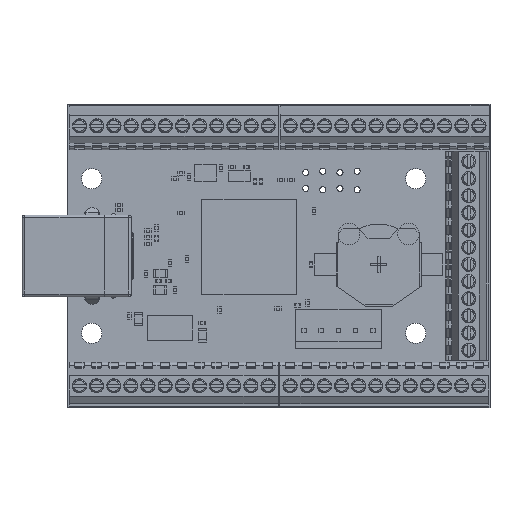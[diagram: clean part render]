
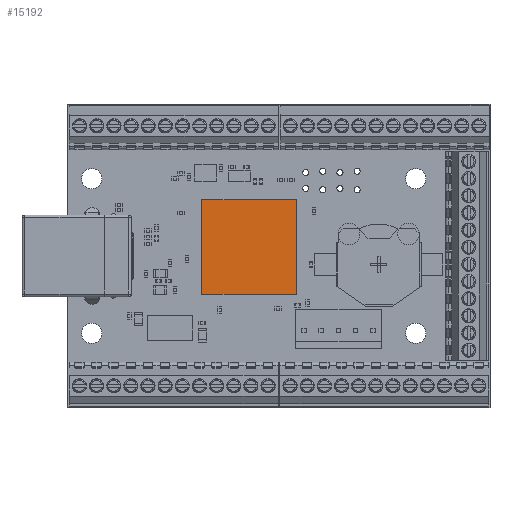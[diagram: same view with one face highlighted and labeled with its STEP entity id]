
A CAD part, top view. The second image highlights one B-rep face of the part: STEP entity #15192.
In plain terms, the highlighted planar face has unit normal (0, 0, 1).
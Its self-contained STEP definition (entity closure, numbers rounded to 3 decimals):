
#14878 = VERTEX_POINT('',#14879);
#14879 = CARTESIAN_POINT('',(-7.,7.,1.55));
#14886 = PLANE('',#14887);
#14887 = AXIS2_PLACEMENT_3D('',#14888,#14889,#14890);
#14888 = CARTESIAN_POINT('',(-7.,7.,0.));
#14889 = DIRECTION('',(0.,1.,0.));
#14890 = DIRECTION('',(1.,0.,0.));
#14898 = PLANE('',#14899);
#14899 = AXIS2_PLACEMENT_3D('',#14900,#14901,#14902);
#14900 = CARTESIAN_POINT('',(-7.,-7.,0.));
#14901 = DIRECTION('',(-1.,0.,0.));
#14902 = DIRECTION('',(0.,1.,0.));
#14910 = EDGE_CURVE('',#14878,#14911,#14913,.T.);
#14911 = VERTEX_POINT('',#14912);
#14912 = CARTESIAN_POINT('',(7.,7.,1.55));
#14913 = SURFACE_CURVE('',#14914,(#14918,#14925),.PCURVE_S1.);
#14914 = LINE('',#14915,#14916);
#14915 = CARTESIAN_POINT('',(-7.,7.,1.55));
#14916 = VECTOR('',#14917,1.);
#14917 = DIRECTION('',(1.,0.,0.));
#14918 = PCURVE('',#14886,#14919);
#14919 = DEFINITIONAL_REPRESENTATION('',(#14920),#14924);
#14920 = LINE('',#14921,#14922);
#14921 = CARTESIAN_POINT('',(0.,-1.55));
#14922 = VECTOR('',#14923,1.);
#14923 = DIRECTION('',(1.,0.));
#14924 = ( GEOMETRIC_REPRESENTATION_CONTEXT(2) 
PARAMETRIC_REPRESENTATION_CONTEXT() REPRESENTATION_CONTEXT('2D SPACE',''
  ) );
#14925 = PCURVE('',#14926,#14931);
#14926 = PLANE('',#14927);
#14927 = AXIS2_PLACEMENT_3D('',#14928,#14929,#14930);
#14928 = CARTESIAN_POINT('',(-7.,7.,1.55));
#14929 = DIRECTION('',(0.,0.,1.));
#14930 = DIRECTION('',(1.,0.,0.));
#14931 = DEFINITIONAL_REPRESENTATION('',(#14932),#14936);
#14932 = LINE('',#14933,#14934);
#14933 = CARTESIAN_POINT('',(0.,0.));
#14934 = VECTOR('',#14935,1.);
#14935 = DIRECTION('',(1.,0.));
#14936 = ( GEOMETRIC_REPRESENTATION_CONTEXT(2) 
PARAMETRIC_REPRESENTATION_CONTEXT() REPRESENTATION_CONTEXT('2D SPACE',''
  ) );
#14954 = PLANE('',#14955);
#14955 = AXIS2_PLACEMENT_3D('',#14956,#14957,#14958);
#14956 = CARTESIAN_POINT('',(7.,7.,0.));
#14957 = DIRECTION('',(1.,0.,0.));
#14958 = DIRECTION('',(0.,-1.,0.));
#14996 = EDGE_CURVE('',#14911,#14997,#14999,.T.);
#14997 = VERTEX_POINT('',#14998);
#14998 = CARTESIAN_POINT('',(7.,-7.,1.55));
#14999 = SURFACE_CURVE('',#15000,(#15004,#15011),.PCURVE_S1.);
#15000 = LINE('',#15001,#15002);
#15001 = CARTESIAN_POINT('',(7.,7.,1.55));
#15002 = VECTOR('',#15003,1.);
#15003 = DIRECTION('',(0.,-1.,0.));
#15004 = PCURVE('',#14954,#15005);
#15005 = DEFINITIONAL_REPRESENTATION('',(#15006),#15010);
#15006 = LINE('',#15007,#15008);
#15007 = CARTESIAN_POINT('',(0.,-1.55));
#15008 = VECTOR('',#15009,1.);
#15009 = DIRECTION('',(1.,0.));
#15010 = ( GEOMETRIC_REPRESENTATION_CONTEXT(2) 
PARAMETRIC_REPRESENTATION_CONTEXT() REPRESENTATION_CONTEXT('2D SPACE',''
  ) );
#15011 = PCURVE('',#14926,#15012);
#15012 = DEFINITIONAL_REPRESENTATION('',(#15013),#15017);
#15013 = LINE('',#15014,#15015);
#15014 = CARTESIAN_POINT('',(14.,0.));
#15015 = VECTOR('',#15016,1.);
#15016 = DIRECTION('',(0.,-1.));
#15017 = ( GEOMETRIC_REPRESENTATION_CONTEXT(2) 
PARAMETRIC_REPRESENTATION_CONTEXT() REPRESENTATION_CONTEXT('2D SPACE',''
  ) );
#15035 = PLANE('',#15036);
#15036 = AXIS2_PLACEMENT_3D('',#15037,#15038,#15039);
#15037 = CARTESIAN_POINT('',(7.,-7.,0.));
#15038 = DIRECTION('',(0.,-1.,0.));
#15039 = DIRECTION('',(-1.,0.,0.));
#15072 = EDGE_CURVE('',#14997,#15073,#15075,.T.);
#15073 = VERTEX_POINT('',#15074);
#15074 = CARTESIAN_POINT('',(-7.,-7.,1.55));
#15075 = SURFACE_CURVE('',#15076,(#15080,#15087),.PCURVE_S1.);
#15076 = LINE('',#15077,#15078);
#15077 = CARTESIAN_POINT('',(7.,-7.,1.55));
#15078 = VECTOR('',#15079,1.);
#15079 = DIRECTION('',(-1.,0.,0.));
#15080 = PCURVE('',#15035,#15081);
#15081 = DEFINITIONAL_REPRESENTATION('',(#15082),#15086);
#15082 = LINE('',#15083,#15084);
#15083 = CARTESIAN_POINT('',(0.,-1.55));
#15084 = VECTOR('',#15085,1.);
#15085 = DIRECTION('',(1.,0.));
#15086 = ( GEOMETRIC_REPRESENTATION_CONTEXT(2) 
PARAMETRIC_REPRESENTATION_CONTEXT() REPRESENTATION_CONTEXT('2D SPACE',''
  ) );
#15087 = PCURVE('',#14926,#15088);
#15088 = DEFINITIONAL_REPRESENTATION('',(#15089),#15093);
#15089 = LINE('',#15090,#15091);
#15090 = CARTESIAN_POINT('',(14.,-14.));
#15091 = VECTOR('',#15092,1.);
#15092 = DIRECTION('',(-1.,0.));
#15093 = ( GEOMETRIC_REPRESENTATION_CONTEXT(2) 
PARAMETRIC_REPRESENTATION_CONTEXT() REPRESENTATION_CONTEXT('2D SPACE',''
  ) );
#15143 = EDGE_CURVE('',#15073,#14878,#15144,.T.);
#15144 = SURFACE_CURVE('',#15145,(#15149,#15156),.PCURVE_S1.);
#15145 = LINE('',#15146,#15147);
#15146 = CARTESIAN_POINT('',(-7.,-7.,1.55));
#15147 = VECTOR('',#15148,1.);
#15148 = DIRECTION('',(0.,1.,0.));
#15149 = PCURVE('',#14898,#15150);
#15150 = DEFINITIONAL_REPRESENTATION('',(#15151),#15155);
#15151 = LINE('',#15152,#15153);
#15152 = CARTESIAN_POINT('',(0.,-1.55));
#15153 = VECTOR('',#15154,1.);
#15154 = DIRECTION('',(1.,0.));
#15155 = ( GEOMETRIC_REPRESENTATION_CONTEXT(2) 
PARAMETRIC_REPRESENTATION_CONTEXT() REPRESENTATION_CONTEXT('2D SPACE',''
  ) );
#15156 = PCURVE('',#14926,#15157);
#15157 = DEFINITIONAL_REPRESENTATION('',(#15158),#15162);
#15158 = LINE('',#15159,#15160);
#15159 = CARTESIAN_POINT('',(0.,-14.));
#15160 = VECTOR('',#15161,1.);
#15161 = DIRECTION('',(0.,1.));
#15162 = ( GEOMETRIC_REPRESENTATION_CONTEXT(2) 
PARAMETRIC_REPRESENTATION_CONTEXT() REPRESENTATION_CONTEXT('2D SPACE',''
  ) );
#15192 = ADVANCED_FACE('',(#15193),#14926,.T.);
#15193 = FACE_BOUND('',#15194,.F.);
#15194 = EDGE_LOOP('',(#15195,#15196,#15197,#15198));
#15195 = ORIENTED_EDGE('',*,*,#14910,.T.);
#15196 = ORIENTED_EDGE('',*,*,#14996,.T.);
#15197 = ORIENTED_EDGE('',*,*,#15072,.T.);
#15198 = ORIENTED_EDGE('',*,*,#15143,.T.);
